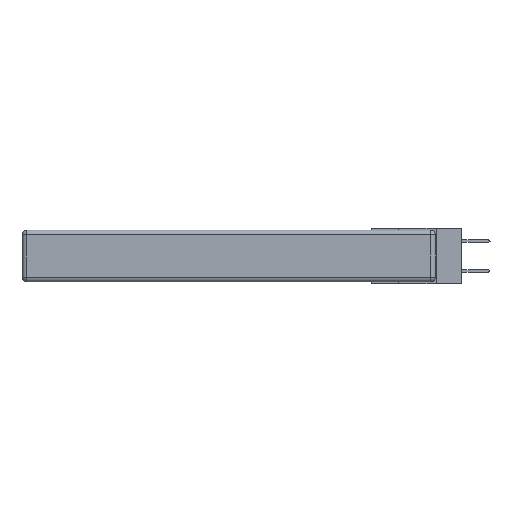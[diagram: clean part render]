
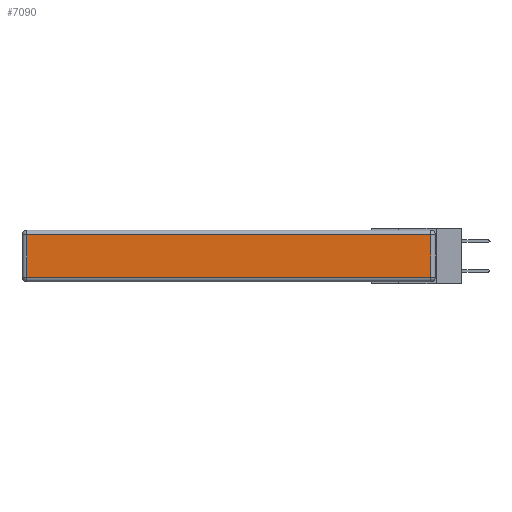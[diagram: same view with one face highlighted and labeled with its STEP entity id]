
A CAD part, left-side view. The second image highlights one B-rep face of the part: STEP entity #7090.
In plain terms, the highlighted planar face has unit normal (-1, 0, 0).
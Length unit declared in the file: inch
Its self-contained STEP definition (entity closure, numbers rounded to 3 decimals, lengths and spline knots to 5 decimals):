
#100 = VERTEX_POINT ( 'NONE', #2433 ) ;
#165 = CARTESIAN_POINT ( 'NONE',  ( 0., 0.03, -0.313 ) ) ;
#247 = EDGE_CURVE ( 'NONE', #4674, #100, #6424, .T. ) ;
#1998 = FACE_OUTER_BOUND ( 'NONE', #3165, .T. ) ;
#2292 = CARTESIAN_POINT ( 'NONE',  ( 0., 0.03, -0.03 ) ) ;
#2433 = CARTESIAN_POINT ( 'NONE',  ( 0., 2.72, -0.313 ) ) ;
#2825 = DIRECTION ( 'NONE',  ( 0., 1., 0. ) ) ;
#3055 = DIRECTION ( 'NONE',  ( 0., 0., 1. ) ) ;
#3147 = DIRECTION ( 'NONE',  ( 0., 0., 1. ) ) ;
#3165 = EDGE_LOOP ( 'NONE', ( #4363, #8262, #12198, #5097 ) ) ;
#3363 = LINE ( 'NONE', #7536, #13063 ) ;
#3480 = VECTOR ( 'NONE', #10367, 39.37008 ) ;
#3508 = EDGE_CURVE ( 'NONE', #4667, #4674, #3823, .T. ) ;
#3823 = LINE ( 'NONE', #8048, #7291 ) ;
#3838 = CARTESIAN_POINT ( 'NONE',  ( 0., 2.72, -0.343 ) ) ;
#4363 = ORIENTED_EDGE ( 'NONE', *, *, #10267, .T. ) ;
#4667 = VERTEX_POINT ( 'NONE', #2292 ) ;
#4674 = VERTEX_POINT ( 'NONE', #12250 ) ;
#5097 = ORIENTED_EDGE ( 'NONE', *, *, #247, .T. ) ;
#5678 = VECTOR ( 'NONE', #10022, 39.37008 ) ;
#6178 = AXIS2_PLACEMENT_3D ( 'NONE', #10785, #9837, #3055 ) ;
#6424 = LINE ( 'NONE', #3838, #3480 ) ;
#7090 = ADVANCED_FACE ( 'NONE', ( #1998 ), #7547, .T. ) ;
#7291 = VECTOR ( 'NONE', #2825, 39.37008 ) ;
#7536 = CARTESIAN_POINT ( 'NONE',  ( 0., 0.03, -0.343 ) ) ;
#7547 = PLANE ( 'NONE',  #6178 ) ;
#8015 = CARTESIAN_POINT ( 'NONE',  ( 0., 0., -0.313 ) ) ;
#8048 = CARTESIAN_POINT ( 'NONE',  ( 0., 2.75, -0.03 ) ) ;
#8262 = ORIENTED_EDGE ( 'NONE', *, *, #13160, .T. ) ;
#8285 = LINE ( 'NONE', #8015, #5678 ) ;
#9837 = DIRECTION ( 'NONE',  ( -1., 0., 0. ) ) ;
#10022 = DIRECTION ( 'NONE',  ( 0., -1., 0. ) ) ;
#10267 = EDGE_CURVE ( 'NONE', #100, #14212, #8285, .T. ) ;
#10367 = DIRECTION ( 'NONE',  ( 0., 0., -1. ) ) ;
#10785 = CARTESIAN_POINT ( 'NONE',  ( 0., 0., -0.343 ) ) ;
#12198 = ORIENTED_EDGE ( 'NONE', *, *, #3508, .T. ) ;
#12250 = CARTESIAN_POINT ( 'NONE',  ( 0., 2.72, -0.03 ) ) ;
#13063 = VECTOR ( 'NONE', #3147, 39.37008 ) ;
#13160 = EDGE_CURVE ( 'NONE', #14212, #4667, #3363, .T. ) ;
#14212 = VERTEX_POINT ( 'NONE', #165 ) ;
